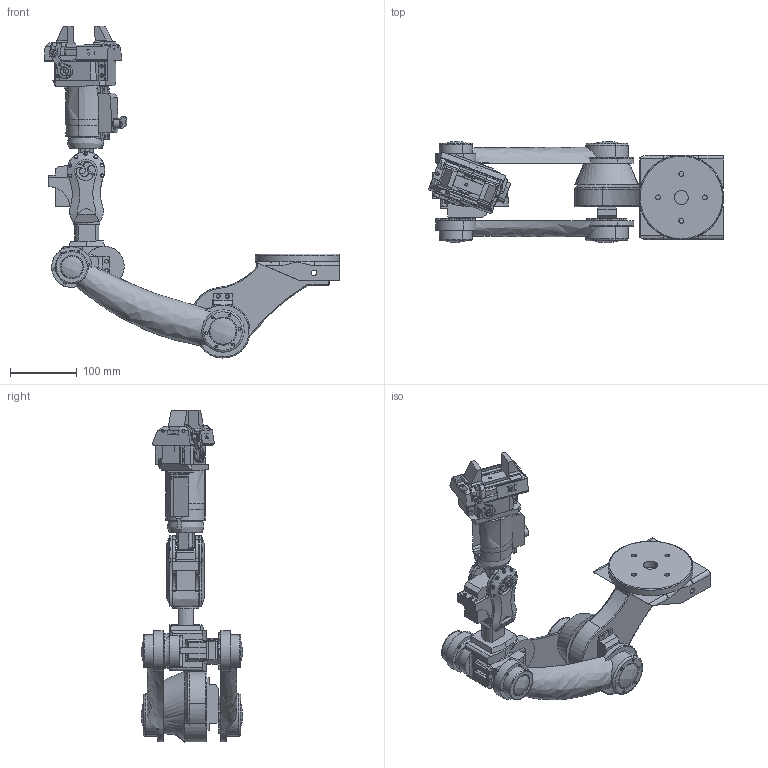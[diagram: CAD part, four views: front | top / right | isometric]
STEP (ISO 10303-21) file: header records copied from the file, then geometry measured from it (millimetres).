
FILE_DESCRIPTION(('FreeCAD Model'),'2;1');
FILE_NAME('Open CASCADE Shape Model','2025-05-03T07:16:51',('FreeCAD'),( 'FreeCAD'),'Open CASCADE STEP processor 7.6','FreeCAD','Unknown');
FILE_SCHEMA(('AUTOMOTIVE_DESIGN { 1 0 10303 214 1 1 1 1 }'));
Products named in the file (1): Open CASCADE STEP translator 7.6 1
Bounding box: 441.04 x 151.78 x 496.32 mm (x, y, z)
Volume: 2819922.1 mm3; surface area: 508020.7 mm2
Topology: 27 solids, 34 shells, 1967 faces, 5822 edges, 3822 vertices
Faces by surface type: bspline 1967
Entity records: 73455 total; most frequent: CARTESIAN_POINT 41439, ORIENTED_EDGE 11520, EDGE_CURVE 5760, VERTEX_POINT 3821, B_SPLINE_CURVE_WITH_KNOTS 3499, FACE_BOUND 2266, EDGE_LOOP 2266, ADVANCED_FACE 1962
